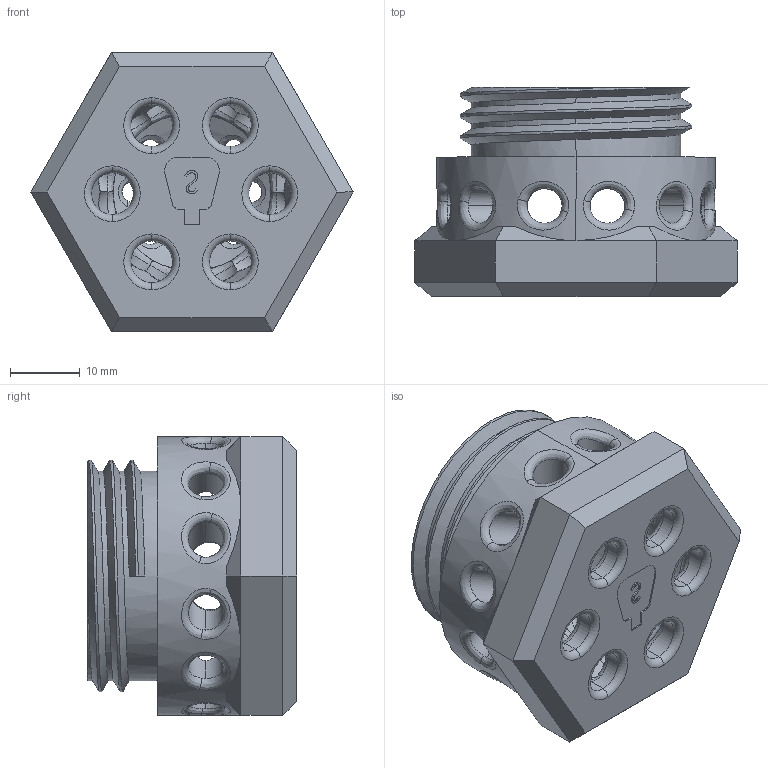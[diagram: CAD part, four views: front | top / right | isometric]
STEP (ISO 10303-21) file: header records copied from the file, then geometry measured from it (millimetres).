
FILE_DESCRIPTION (( 'STEP AP214' ), '1' );
FILE_NAME ('V3flashbottom.STEP', '2024-07-23T15:57:16', ( '' ), ( '' ), 'SwSTEP 2.0', 'SolidWorks 2022', '' );
FILE_SCHEMA (( 'AUTOMOTIVE_DESIGN' ));
Length unit declared in the file: millimetre
Products named in the file (1): V3flashbottom
Bounding box: 46.19 x 30 x 40 mm (x, y, z)
Volume: 21077.2 mm3; surface area: 10466.5 mm2
Topology: 1 solids, 1 shells, 244 faces, 686 edges, 427 vertices
Faces by surface type: bspline 76, cylinder 68, plane 50, torus 40, cone 10
Entity records: 18459 total; most frequent: CARTESIAN_POINT 12784, ORIENTED_EDGE 1372, DIRECTION 953, EDGE_CURVE 686, VERTEX_POINT 427, AXIS2_PLACEMENT_3D 384, EDGE_LOOP 279, B_SPLINE_CURVE_WITH_KNOTS 245
